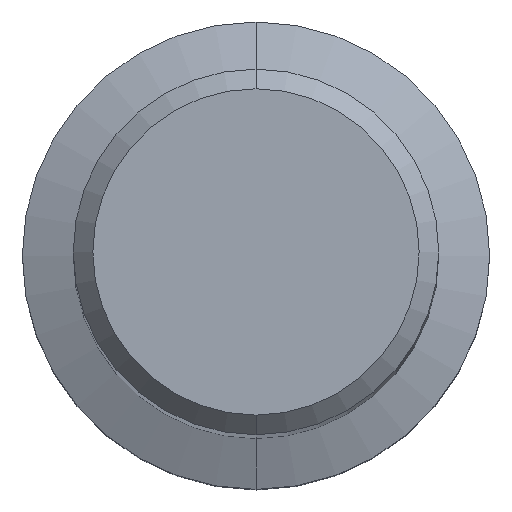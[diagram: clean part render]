
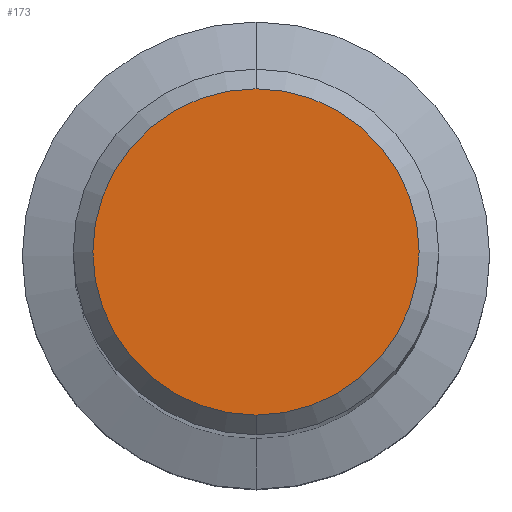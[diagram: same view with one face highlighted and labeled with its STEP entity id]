
A CAD part, top view. The second image highlights one B-rep face of the part: STEP entity #173.
In plain terms, the highlighted planar face has unit normal (0, 0, 1).
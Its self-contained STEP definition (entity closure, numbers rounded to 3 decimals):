
#143=VERTEX_POINT('',#345);
#173=ADVANCED_FACE('',(#380),#381,.T.);
#205=EDGE_CURVE('',#143,#287,#419,.T.);
#287=VERTEX_POINT('',#509);
#289=EDGE_CURVE('',#287,#143,#511,.T.);
#345=CARTESIAN_POINT('',(0.0,6.65,0.0));
#380=FACE_OUTER_BOUND('',#617,.T.);
#381=PLANE('',#618);
#419=CIRCLE('',#666,6.65);
#509=CARTESIAN_POINT('',(0.,-6.65,0.0));
#511=CIRCLE('',#779,6.65);
#617=EDGE_LOOP('',(#869,#870));
#618=AXIS2_PLACEMENT_3D('',#871,#872,#873);
#666=AXIS2_PLACEMENT_3D('',#939,#940,#941);
#779=AXIS2_PLACEMENT_3D('',#1049,#1050,#1051);
#869=ORIENTED_EDGE('',*,*,#205,.F.);
#870=ORIENTED_EDGE('',*,*,#289,.F.);
#871=CARTESIAN_POINT('',(0.0,3.325,0.0));
#872=DIRECTION('',(-0.0,0.0,1.0));
#873=DIRECTION('',(0.0,-1.0,0.0));
#939=CARTESIAN_POINT('',(0.0,0.0,0.0));
#940=DIRECTION('',(0.0,0.0,-1.0));
#941=DIRECTION('',(0.0,1.0,0.0));
#1049=CARTESIAN_POINT('',(0.0,0.0,0.0));
#1050=DIRECTION('',(0.0,0.0,-1.0));
#1051=DIRECTION('',(0.0,1.0,0.0));
